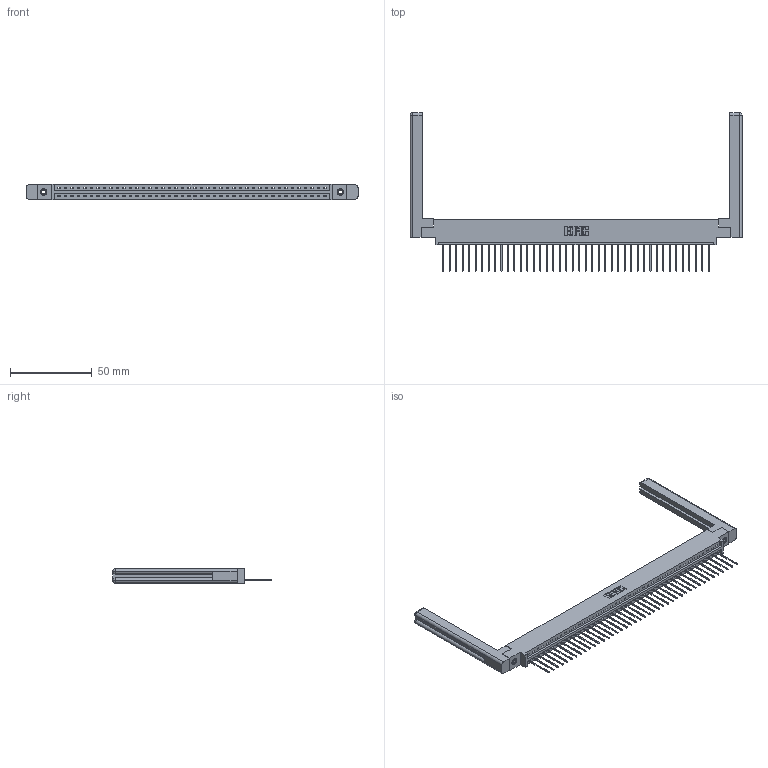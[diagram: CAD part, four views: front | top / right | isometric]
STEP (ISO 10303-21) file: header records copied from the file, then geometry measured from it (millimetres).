
FILE_DESCRIPTION (( 'STEP AP203' ), '1' );
FILE_NAME ('387-042-542-658.STEP', '2019-10-04T21:18:23', ( '' ), ( '' ), 'SwSTEP 2.0', 'SolidWorks 2016', '' );
FILE_SCHEMA (( 'CONFIG_CONTROL_DESIGN' ));
Length unit declared in the file: inch
Products named in the file (5): 345-292-001_345-293-142; 307-220-058; 387-042-542-658; 337 Part_0.170 Offset - 0.156 Dia-TI; 345-250-001_345-250-001-102
Assembly tree (47 placements, depth 2):
  387-042-542-658
    337 Part_0.170 Offset - 0.156 Dia-TI
    345-292-001_345-293-142  x42
    345-250-001_345-250-001-102  x2
    307-220-058  x2
Bounding box: 203.05 x 97.03 x 9.4 mm (x, y, z)
Volume: 28241.5 mm3; surface area: 27706.5 mm2
Topology: 47 solids, 47 shells, 2864 faces, 8573 edges, 5646 vertices
Faces by surface type: plane 2090, cylinder 750, cone 12, torus 12
Entity records: 34004 total; most frequent: CARTESIAN_POINT 5923, ORIENTED_EDGE 5840, DIRECTION 5004, EDGE_CURVE 2920, VECTOR 2744, LINE 2744, VERTEX_POINT 1938, AXIS2_PLACEMENT_3D 1130
